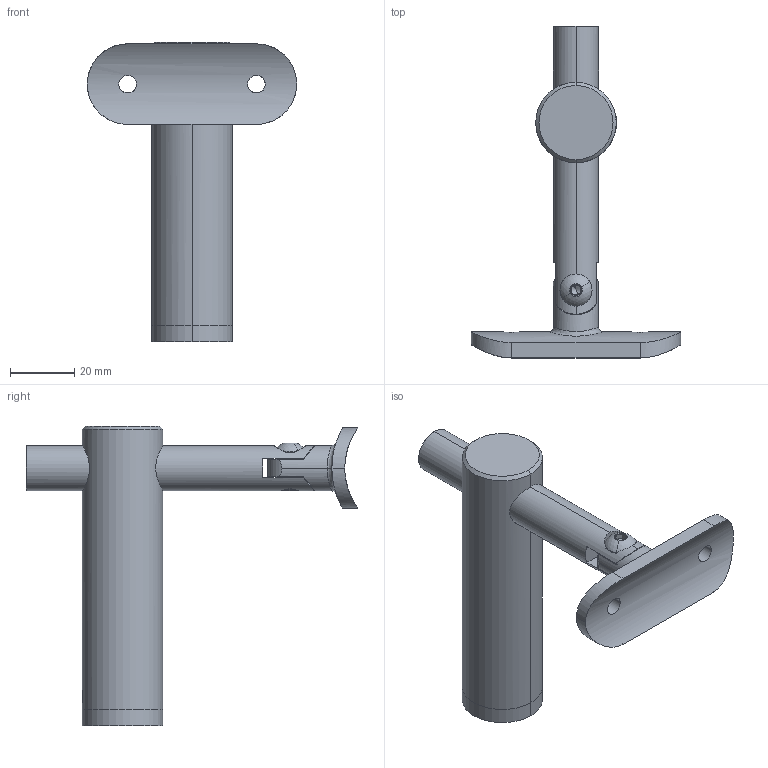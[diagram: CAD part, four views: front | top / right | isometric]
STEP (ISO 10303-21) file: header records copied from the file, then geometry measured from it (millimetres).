
FILE_DESCRIPTION (( 'STEP AP203' ), '1' );
FILE_NAME ('50376-240.step', '2020-09-11T11:52:57', ( '' ), ( '' ), 'SwSTEP 2.0', 'SolidWorks 2018', '' );
FILE_SCHEMA (( 'CONFIG_CONTROL_DESIGN' ));
Length unit declared in the file: millimetre
Products named in the file (16): 5037X-240 Teil2_50376-240 Teil2; 5037X-240 Teil1; DIN914; DIN 7380_DIN 7380 M5x12; 5037X-240 Teil4; DIN 7380; DIN914_DIN 914 M5x5; 5037X-240 Teil3; 50376-240; 5037X-240 Teil2; 5037X-240 Teil1_50376-240 Teil1; DIN913_DIN 913 M5x5; DIN913; 5037X-240 Teil4_50374-240 Teil4; 5037X-240 Teil3_50376-240 Teil3
Assembly tree (10 placements, depth 2):
  5037X-240 Teil1
  5037X-240 Teil4
  5037X-240 Teil3
  50376-240
    DIN 7380
    DIN913
    DIN914
  5037X-240 Teil2
Bounding box: 65 x 103.08 x 93 mm (x, y, z)
Volume: 59052.5 mm3; surface area: 21988.2 mm2
Topology: 7 solids, 7 shells, 368 faces, 936 edges, 607 vertices
Faces by surface type: plane 144, bspline 105, cylinder 80, cone 35, torus 2, sphere 2
Entity records: 21142 total; most frequent: CARTESIAN_POINT 11453, ORIENTED_EDGE 1854, DIRECTION 1393, EDGE_CURVE 927, VERTEX_POINT 601, AXIS2_PLACEMENT_3D 478, VECTOR 437, LINE 437
